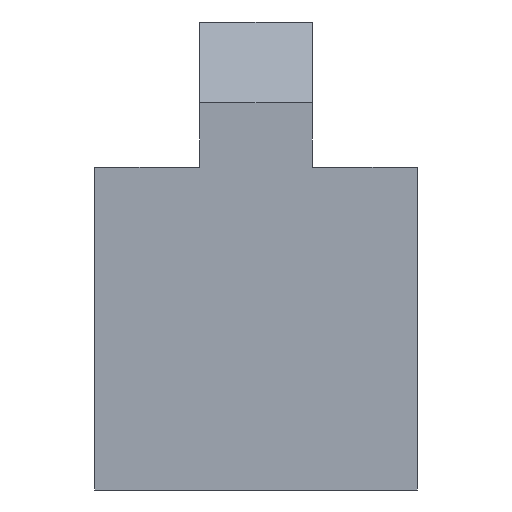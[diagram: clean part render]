
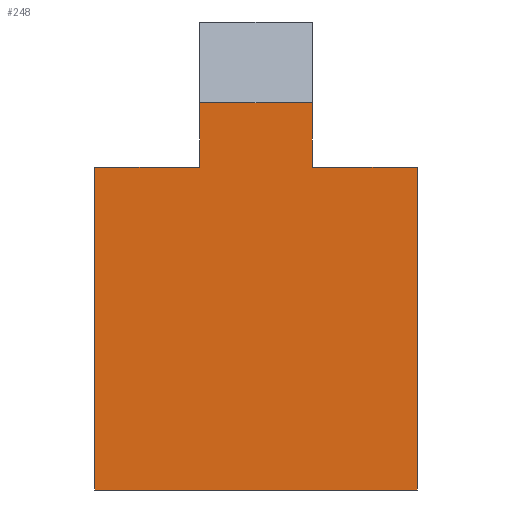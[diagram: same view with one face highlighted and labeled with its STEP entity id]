
A CAD part, left-side view. The second image highlights one B-rep face of the part: STEP entity #248.
In plain terms, the highlighted planar face has unit normal (-1, 0, 0).
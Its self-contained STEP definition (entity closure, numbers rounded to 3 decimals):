
#21=PLANE('',#277);
#34=FACE_OUTER_BOUND('',#48,.T.);
#48=EDGE_LOOP('',(#203,#204,#205,#206,#207,#208,#209,#210));
#71=LINE('',#384,#102);
#75=LINE('',#391,#106);
#76=LINE('',#394,#107);
#77=LINE('',#396,#108);
#78=LINE('',#398,#109);
#79=LINE('',#400,#110);
#80=LINE('',#402,#111);
#81=LINE('',#403,#112);
#102=VECTOR('',#313,10.);
#106=VECTOR('',#319,10.);
#107=VECTOR('',#322,10.);
#108=VECTOR('',#323,10.);
#109=VECTOR('',#324,10.);
#110=VECTOR('',#325,10.);
#111=VECTOR('',#326,10.);
#112=VECTOR('',#327,10.);
#134=VERTEX_POINT('',#381);
#135=VERTEX_POINT('',#383);
#137=VERTEX_POINT('',#389);
#138=VERTEX_POINT('',#393);
#139=VERTEX_POINT('',#395);
#140=VERTEX_POINT('',#397);
#141=VERTEX_POINT('',#399);
#142=VERTEX_POINT('',#401);
#159=EDGE_CURVE('',#135,#134,#71,.T.);
#163=EDGE_CURVE('',#137,#134,#75,.T.);
#164=EDGE_CURVE('',#137,#138,#76,.T.);
#165=EDGE_CURVE('',#138,#139,#77,.T.);
#166=EDGE_CURVE('',#140,#139,#78,.T.);
#167=EDGE_CURVE('',#141,#140,#79,.T.);
#168=EDGE_CURVE('',#141,#142,#80,.T.);
#169=EDGE_CURVE('',#142,#135,#81,.T.);
#203=ORIENTED_EDGE('',*,*,#163,.F.);
#204=ORIENTED_EDGE('',*,*,#164,.T.);
#205=ORIENTED_EDGE('',*,*,#165,.T.);
#206=ORIENTED_EDGE('',*,*,#166,.F.);
#207=ORIENTED_EDGE('',*,*,#167,.F.);
#208=ORIENTED_EDGE('',*,*,#168,.T.);
#209=ORIENTED_EDGE('',*,*,#169,.T.);
#210=ORIENTED_EDGE('',*,*,#159,.T.);
#248=ADVANCED_FACE('',(#34),#21,.T.);
#277=AXIS2_PLACEMENT_3D('',#392,#320,#321);
#313=DIRECTION('',(0.,0.,1.));
#319=DIRECTION('',(0.,-1.,0.));
#320=DIRECTION('center_axis',(-1.,0.,0.));
#321=DIRECTION('ref_axis',(0.,-1.,0.));
#322=DIRECTION('',(0.,0.,-1.));
#323=DIRECTION('',(0.,1.,0.));
#324=DIRECTION('',(0.,0.,1.));
#325=DIRECTION('',(0.,1.,0.));
#326=DIRECTION('',(0.,0.,1.));
#327=DIRECTION('',(0.,1.,0.));
#381=CARTESIAN_POINT('',(-10.,-3.5,24.));
#383=CARTESIAN_POINT('',(-10.,-3.5,20.));
#384=CARTESIAN_POINT('',(-10.,-3.5,14.5));
#389=CARTESIAN_POINT('',(-10.,3.5,24.));
#391=CARTESIAN_POINT('',(-10.,5.,24.));
#392=CARTESIAN_POINT('Origin',(-10.,10.,0.));
#393=CARTESIAN_POINT('',(-10.,3.5,20.));
#394=CARTESIAN_POINT('',(-10.,3.5,14.5));
#395=CARTESIAN_POINT('',(-10.,10.,20.));
#396=CARTESIAN_POINT('',(-10.,8.375,20.));
#397=CARTESIAN_POINT('',(-10.,10.,0.));
#398=CARTESIAN_POINT('',(-10.,10.,0.));
#399=CARTESIAN_POINT('',(-10.,-10.,0.));
#400=CARTESIAN_POINT('',(-10.,-10.,0.));
#401=CARTESIAN_POINT('',(-10.,-10.,20.));
#402=CARTESIAN_POINT('',(-10.,-10.,0.));
#403=CARTESIAN_POINT('',(-10.,1.625,20.));
